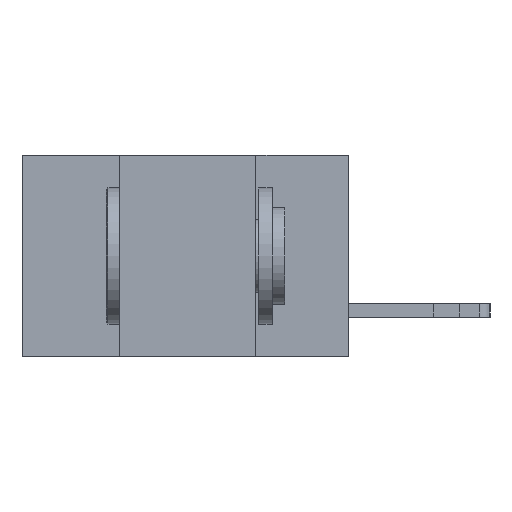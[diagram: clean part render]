
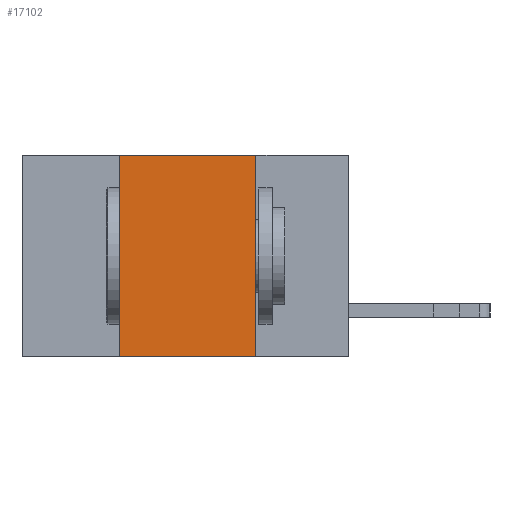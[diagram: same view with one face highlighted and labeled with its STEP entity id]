
A CAD part, left-side view. The second image highlights one B-rep face of the part: STEP entity #17102.
In plain terms, the highlighted planar face has unit normal (-1, 0, 0).
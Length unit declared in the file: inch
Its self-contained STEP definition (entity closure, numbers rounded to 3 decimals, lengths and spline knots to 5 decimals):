
#383 = CARTESIAN_POINT ( 'NONE',  ( 0., 0.6, 0. ) ) ;
#482 = VECTOR ( 'NONE', #7217, 39.37008 ) ;
#769 = DIRECTION ( 'NONE',  ( 0., -1., 0. ) ) ;
#801 = AXIS2_PLACEMENT_3D ( 'NONE', #8137, #18373, #9596 ) ;
#879 = EDGE_CURVE ( 'NONE', #8032, #18706, #15064, .T. ) ;
#2255 = ORIENTED_EDGE ( 'NONE', *, *, #5644, .F. ) ;
#3028 = LINE ( 'NONE', #3760, #17750 ) ;
#3760 = CARTESIAN_POINT ( 'NONE',  ( 0., 0.6, -0.37 ) ) ;
#4005 = EDGE_LOOP ( 'NONE', ( #13114, #2255, #15023, #5005 ) ) ;
#4720 = CARTESIAN_POINT ( 'NONE',  ( 0., 0.17, 0. ) ) ;
#5005 = ORIENTED_EDGE ( 'NONE', *, *, #18974, .T. ) ;
#5129 = VECTOR ( 'NONE', #13074, 39.37008 ) ;
#5644 = EDGE_CURVE ( 'NONE', #18706, #14218, #8335, .T. ) ;
#5861 = EDGE_CURVE ( 'NONE', #14218, #10555, #12428, .T. ) ;
#6394 = VECTOR ( 'NONE', #9961, 39.37008 ) ;
#7217 = DIRECTION ( 'NONE',  ( 0., -1., 0. ) ) ;
#8032 = VERTEX_POINT ( 'NONE', #8526 ) ;
#8137 = CARTESIAN_POINT ( 'NONE',  ( 0., 0.6, 0. ) ) ;
#8335 = LINE ( 'NONE', #383, #482 ) ;
#8526 = CARTESIAN_POINT ( 'NONE',  ( 0., 0.42, -0.37 ) ) ;
#8901 = CARTESIAN_POINT ( 'NONE',  ( 0., 0.17, 0. ) ) ;
#9065 = FACE_OUTER_BOUND ( 'NONE', #4005, .T. ) ;
#9596 = DIRECTION ( 'NONE',  ( 0., 0., -1. ) ) ;
#9961 = DIRECTION ( 'NONE',  ( 0., 0., 1. ) ) ;
#10555 = VERTEX_POINT ( 'NONE', #17314 ) ;
#12428 = LINE ( 'NONE', #4720, #5129 ) ;
#13074 = DIRECTION ( 'NONE',  ( 0., 0., -1. ) ) ;
#13114 = ORIENTED_EDGE ( 'NONE', *, *, #5861, .F. ) ;
#14218 = VERTEX_POINT ( 'NONE', #8901 ) ;
#15023 = ORIENTED_EDGE ( 'NONE', *, *, #879, .F. ) ;
#15064 = LINE ( 'NONE', #16242, #6394 ) ;
#15423 = PLANE ( 'NONE',  #801 ) ;
#16232 = CARTESIAN_POINT ( 'NONE',  ( 0., 0.42, 0. ) ) ;
#16242 = CARTESIAN_POINT ( 'NONE',  ( 0., 0.42, 0. ) ) ;
#17102 = ADVANCED_FACE ( 'NONE', ( #9065 ), #15423, .F. ) ;
#17314 = CARTESIAN_POINT ( 'NONE',  ( 0., 0.17, -0.37 ) ) ;
#17750 = VECTOR ( 'NONE', #769, 39.37008 ) ;
#18373 = DIRECTION ( 'NONE',  ( 1., 0., 0. ) ) ;
#18706 = VERTEX_POINT ( 'NONE', #16232 ) ;
#18974 = EDGE_CURVE ( 'NONE', #8032, #10555, #3028, .T. ) ;
